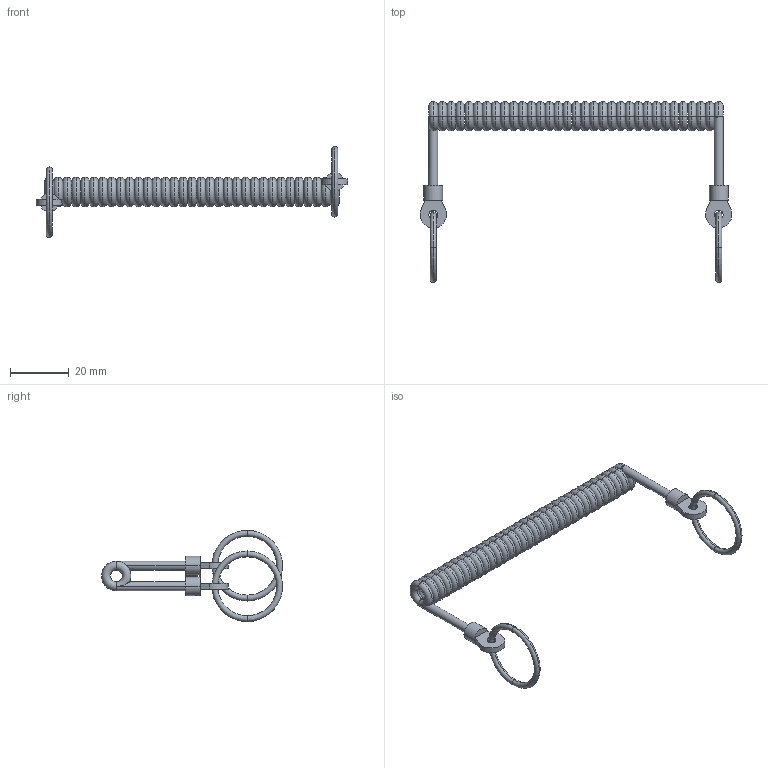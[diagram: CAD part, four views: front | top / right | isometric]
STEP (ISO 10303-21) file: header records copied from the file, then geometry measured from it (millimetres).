
FILE_DESCRIPTION(('STEP AP214'),'1');
FILE_NAME('HALDERN_EH_22400_0980.stp','2017-11-08T12:42:42',('TraceParts'),('TraceParts S.A.'),'Spatial InterOp 3D',' ',' ');
FILE_SCHEMA(('automotive_design'));
Length unit declared in the file: millimetre
Products named in the file (3): HALDERN_EH_22400_0980_1; HALDERN_EH_22400_0980_2; HALDERN_EH_22400_0980_3
Bounding box: 105.98 x 61.5 x 31 mm (x, y, z)
Volume: 6428.7 mm3; surface area: 8673.4 mm2
Topology: 3 solids, 3 shells, 234 faces, 615 edges, 385 vertices
Faces by surface type: torus 141, cylinder 80, plane 13
Entity records: 12826 total; most frequent: CARTESIAN_POINT 5171, ORIENTED_EDGE 1230, DIRECTION 1210, EDGE_CURVE 615, AXIS2_PLACEMENT_3D 556, VERTEX_POINT 385, CIRCLE 319, EDGE_LOOP 306
